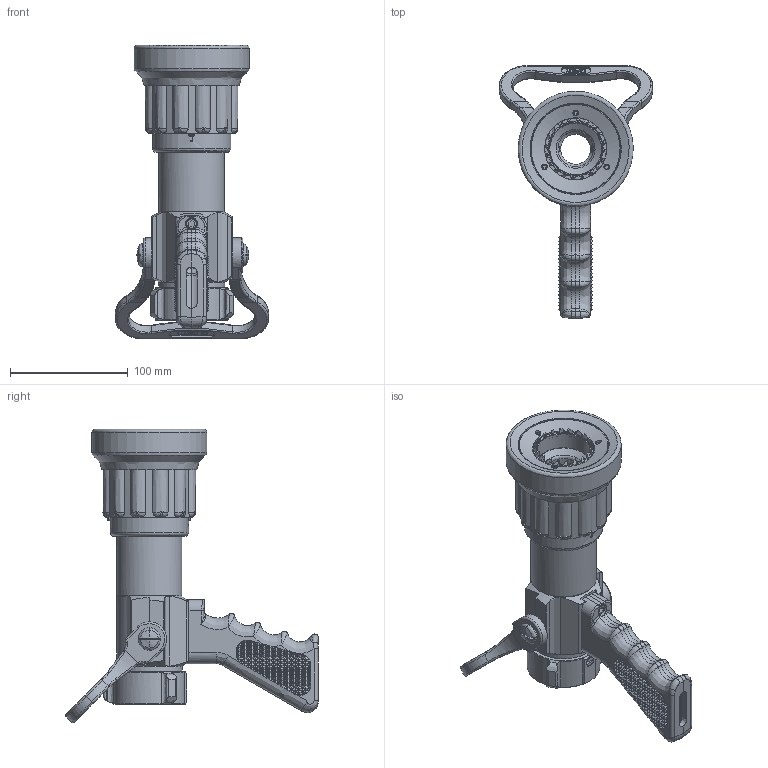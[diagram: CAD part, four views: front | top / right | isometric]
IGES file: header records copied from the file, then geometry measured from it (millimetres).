
Global section: file name: 400013.igs; preprocessor: I-DEAS 3D IGES Translator 15; date: 20120622.161929; units: inch
Bounding box: 130.16 x 214.81 x 249.42 mm (x, y, z)
Volume: 670190.9 mm3; surface area: 283078.8 mm2
Topology: 28 solids, 28 shells, 2913 faces, 5809 edges, 2968 vertices
Faces by surface type: bspline 2913
